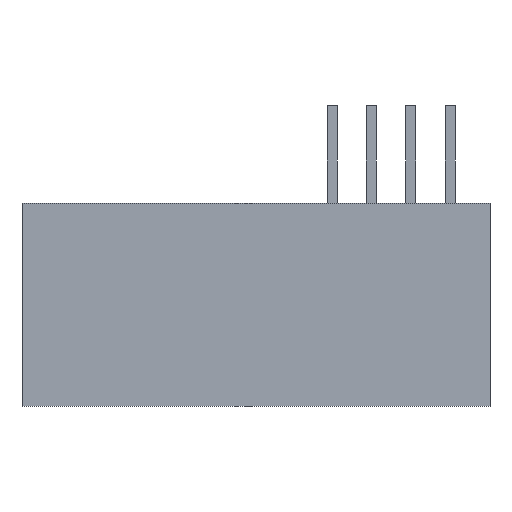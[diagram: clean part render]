
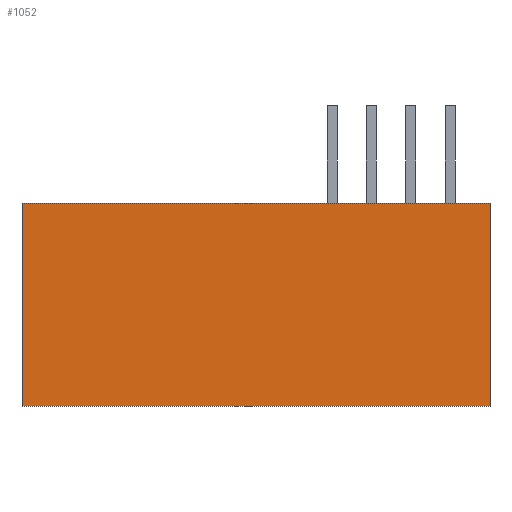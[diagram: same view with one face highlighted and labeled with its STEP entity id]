
A CAD part, front view. The second image highlights one B-rep face of the part: STEP entity #1052.
In plain terms, the highlighted planar face has unit normal (0, -1, 0).
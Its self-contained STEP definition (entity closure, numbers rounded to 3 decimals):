
#946=CARTESIAN_POINT('',(-15.1,0.,-6.55));
#947=VERTEX_POINT('',#946);
#948=CARTESIAN_POINT('',(-15.1,0.,6.55));
#949=VERTEX_POINT('',#948);
#950=CARTESIAN_POINT('',(-15.1,0.,-6.55));
#951=DIRECTION('',(0.,0.,1.));
#952=VECTOR('',#951,13.1);
#953=LINE('',#950,#952);
#954=EDGE_CURVE('',#947,#949,#953,.T.);
#978=CARTESIAN_POINT('',(15.1,0.,6.55));
#979=VERTEX_POINT('',#978);
#980=CARTESIAN_POINT('',(-15.1,0.,6.55));
#981=DIRECTION('',(1.,0.,0.));
#982=VECTOR('',#981,30.2);
#983=LINE('',#980,#982);
#984=EDGE_CURVE('',#949,#979,#983,.T.);
#1003=CARTESIAN_POINT('',(15.1,0.,-6.55));
#1004=VERTEX_POINT('',#1003);
#1005=CARTESIAN_POINT('',(15.1,0.,6.55));
#1006=DIRECTION('',(0.,0.,-1.));
#1007=VECTOR('',#1006,13.1);
#1008=LINE('',#1005,#1007);
#1009=EDGE_CURVE('',#979,#1004,#1008,.T.);
#1028=CARTESIAN_POINT('',(15.1,0.,-6.55));
#1029=DIRECTION('',(-1.,0.,0.));
#1030=VECTOR('',#1029,30.2);
#1031=LINE('',#1028,#1030);
#1032=EDGE_CURVE('',#1004,#947,#1031,.T.);
#1041=CARTESIAN_POINT('',(0.,0.,0.));
#1042=DIRECTION('',(0.,-1.,0.));
#1043=DIRECTION('',(0.,0.,-1.));
#1044=AXIS2_PLACEMENT_3D('',#1041,#1042,#1043);
#1045=PLANE('',#1044);
#1046=ORIENTED_EDGE('',*,*,#954,.F.);
#1047=ORIENTED_EDGE('',*,*,#1032,.F.);
#1048=ORIENTED_EDGE('',*,*,#1009,.F.);
#1049=ORIENTED_EDGE('',*,*,#984,.F.);
#1050=EDGE_LOOP('',(#1046,#1047,#1048,#1049));
#1051=FACE_BOUND('',#1050,.T.);
#1052=ADVANCED_FACE('',(#1051),#1045,.T.);
